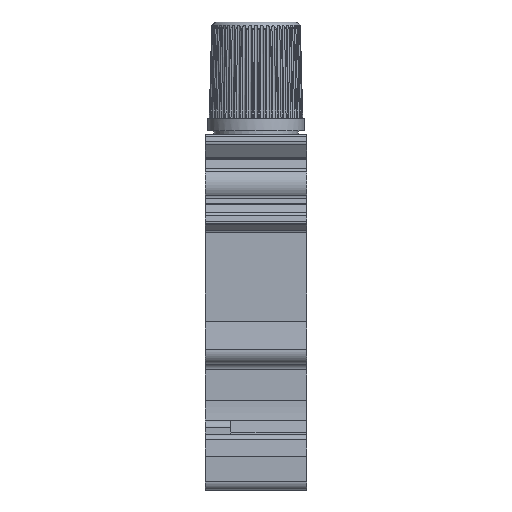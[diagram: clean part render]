
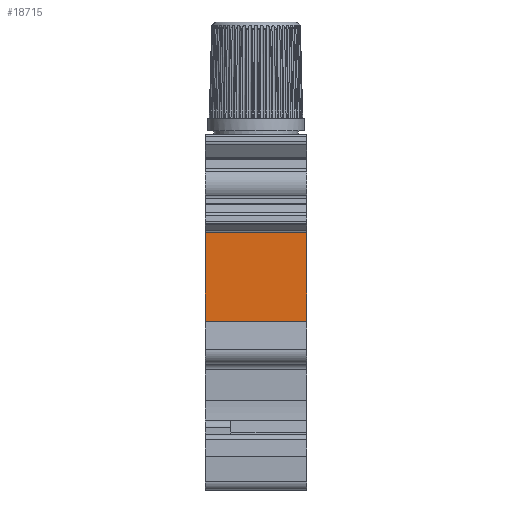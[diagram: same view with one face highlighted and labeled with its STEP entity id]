
A CAD part, left-side view. The second image highlights one B-rep face of the part: STEP entity #18715.
In plain terms, the highlighted planar face has unit normal (-1, 0, 0).
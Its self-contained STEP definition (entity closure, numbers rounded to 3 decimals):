
#3865=ORIENTED_EDGE('',*,*,#6743,.T.);
#3866=ORIENTED_EDGE('',*,*,#6960,.F.);
#3867=ORIENTED_EDGE('',*,*,#5860,.F.);
#3868=ORIENTED_EDGE('',*,*,#6959,.T.);
#5860=EDGE_CURVE('',#7935,#7936,#9200,.T.);
#6743=EDGE_CURVE('',#8558,#8557,#9470,.T.);
#6959=EDGE_CURVE('',#7935,#8558,#9649,.T.);
#6960=EDGE_CURVE('',#7936,#8557,#9650,.T.);
#7935=VERTEX_POINT('',#24775);
#7936=VERTEX_POINT('',#24777);
#8557=VERTEX_POINT('',#29811);
#8558=VERTEX_POINT('',#29813);
#9200=LINE('',#24776,#10273);
#9470=LINE('',#29812,#10543);
#9649=LINE('',#30240,#10722);
#9650=LINE('',#30242,#10723);
#10273=VECTOR('',#20807,1000.);
#10543=VECTOR('',#22185,1000.);
#10722=VECTOR('',#22720,1000.);
#10723=VECTOR('',#22723,1000.);
#11589=EDGE_LOOP('',(#3865,#3866,#3867,#3868));
#12377=FACE_BOUND('',#11589,.T.);
#12872=PLANE('',#19894);
#18715=ADVANCED_FACE('',(#12377),#12872,.F.);
#19894=AXIS2_PLACEMENT_3D('',#30241,#22721,#22722);
#20807=DIRECTION('',(0.,0.,1.));
#22185=DIRECTION('',(0.,0.,1.));
#22720=DIRECTION('',(0.,-1.,0.));
#22721=DIRECTION('',(1.,0.,0.));
#22722=DIRECTION('',(0.,0.,-1.));
#22723=DIRECTION('',(0.,-1.,0.));
#24775=CARTESIAN_POINT('',(-47.05,12.,12.771));
#24776=CARTESIAN_POINT('',(-47.05,12.,12.771));
#24777=CARTESIAN_POINT('',(-47.05,12.,23.288));
#29811=CARTESIAN_POINT('',(-47.05,0.,23.288));
#29812=CARTESIAN_POINT('',(-47.05,0.,12.771));
#29813=CARTESIAN_POINT('',(-47.05,0.,12.771));
#30240=CARTESIAN_POINT('',(-47.05,12.,12.771));
#30241=CARTESIAN_POINT('',(-47.05,12.,12.771));
#30242=CARTESIAN_POINT('',(-47.05,12.,23.288));
